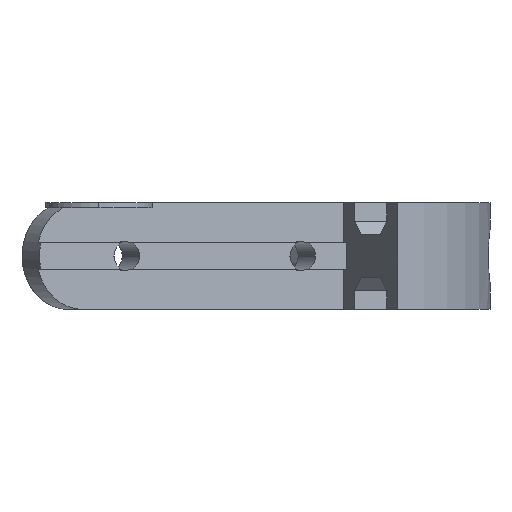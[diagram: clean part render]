
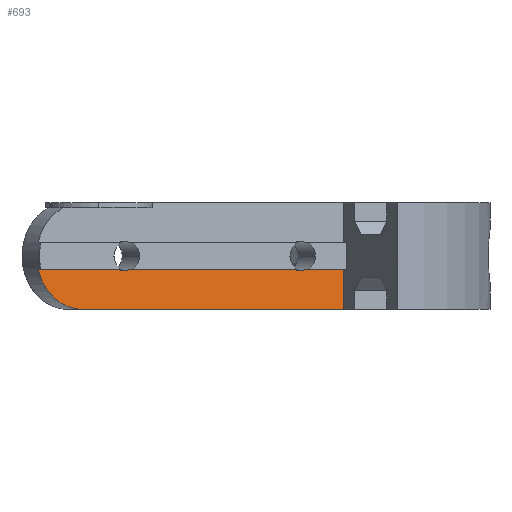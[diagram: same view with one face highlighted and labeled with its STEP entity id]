
A CAD part, left-side view. The second image highlights one B-rep face of the part: STEP entity #693.
In plain terms, the highlighted planar face has unit normal (-0.866, -0.5, 0).
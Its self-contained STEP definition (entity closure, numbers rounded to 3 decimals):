
#95 = CARTESIAN_POINT ( 'NONE',  ( -38.862, 50.309, 0. ) ) ;
#223 = CARTESIAN_POINT ( 'NONE',  ( -38.289, 49.317, -2.5 ) ) ;
#228 = DIRECTION ( 'NONE',  ( -0.866, -0.5, 0. ) ) ;
#305 = AXIS2_PLACEMENT_3D ( 'NONE', #95, #3245, #552 ) ;
#439 = CARTESIAN_POINT ( 'NONE',  ( -20.435, 18.393, -2.5 ) ) ;
#531 = LINE ( 'NONE', #3989, #5174 ) ;
#552 = DIRECTION ( 'NONE',  ( 0.5, -0.866, 0. ) ) ;
#594 = VECTOR ( 'NONE', #3999, 1000. ) ;
#609 = DIRECTION ( 'NONE',  ( -0.866, -0.5, 0. ) ) ;
#693 = ADVANCED_FACE ( 'NONE', ( #1917 ), #2475, .T. ) ;
#821 = EDGE_CURVE ( 'NONE', #1956, #830, #1345, .T. ) ;
#830 = VERTEX_POINT ( 'NONE', #2618 ) ;
#836 = VERTEX_POINT ( 'NONE', #2187 ) ;
#888 = CIRCLE ( 'NONE', #2622, 2.75 ) ;
#1157 = ORIENTED_EDGE ( 'NONE', *, *, #4081, .F. ) ;
#1196 = CIRCLE ( 'NONE', #305, 2.75 ) ;
#1209 = LINE ( 'NONE', #1443, #3451 ) ;
#1268 = EDGE_CURVE ( 'NONE', #4341, #2173, #1196, .T. ) ;
#1314 = LINE ( 'NONE', #439, #3414 ) ;
#1345 = CIRCLE ( 'NONE', #3231, 10. ) ;
#1388 = CARTESIAN_POINT ( 'NONE',  ( -48.143, 66.385, -2.5 ) ) ;
#1443 = CARTESIAN_POINT ( 'NONE',  ( -43.302, 58., -10. ) ) ;
#1649 = ORIENTED_EDGE ( 'NONE', *, *, #4309, .F. ) ;
#1686 = EDGE_CURVE ( 'NONE', #836, #4933, #1760, .T. ) ;
#1689 = ORIENTED_EDGE ( 'NONE', *, *, #2884, .T. ) ;
#1736 = DIRECTION ( 'NONE',  ( -0.866, -0.5, 0. ) ) ;
#1760 = LINE ( 'NONE', #4890, #4137 ) ;
#1917 = FACE_OUTER_BOUND ( 'NONE', #2870, .T. ) ;
#1956 = VERTEX_POINT ( 'NONE', #1388 ) ;
#1993 = CARTESIAN_POINT ( 'NONE',  ( -39.435, 51.301, -2.5 ) ) ;
#2173 = VERTEX_POINT ( 'NONE', #223 ) ;
#2187 = CARTESIAN_POINT ( 'NONE',  ( -15.156, 9.25, -2.5 ) ) ;
#2475 = PLANE ( 'NONE',  #3951 ) ;
#2618 = CARTESIAN_POINT ( 'NONE',  ( -43.302, 58., -10. ) ) ;
#2622 = AXIS2_PLACEMENT_3D ( 'NONE', #3295, #609, #3751 ) ;
#2647 = CARTESIAN_POINT ( 'NONE',  ( -15.156, 9.25, -2.5 ) ) ;
#2656 = DIRECTION ( 'NONE',  ( 0., 0., -1. ) ) ;
#2870 = EDGE_LOOP ( 'NONE', ( #1649, #2891, #2940, #1157, #3843, #1689, #5510, #4546 ) ) ;
#2884 = EDGE_CURVE ( 'NONE', #830, #4933, #1209, .T. ) ;
#2891 = ORIENTED_EDGE ( 'NONE', *, *, #4678, .F. ) ;
#2925 = CARTESIAN_POINT ( 'NONE',  ( -43.302, 58., -10. ) ) ;
#2940 = ORIENTED_EDGE ( 'NONE', *, *, #1268, .F. ) ;
#2978 = LINE ( 'NONE', #2647, #594 ) ;
#3132 = DIRECTION ( 'NONE',  ( 0.5, -0.866, 0. ) ) ;
#3231 = AXIS2_PLACEMENT_3D ( 'NONE', #4412, #1736, #4863 ) ;
#3245 = DIRECTION ( 'NONE',  ( -0.866, -0.5, 0. ) ) ;
#3295 = CARTESIAN_POINT ( 'NONE',  ( -19.862, 17.4, 0. ) ) ;
#3375 = DIRECTION ( 'NONE',  ( 0.5, -0.866, 0. ) ) ;
#3414 = VECTOR ( 'NONE', #3132, 1000. ) ;
#3451 = VECTOR ( 'NONE', #5029, 1000. ) ;
#3751 = DIRECTION ( 'NONE',  ( 0.5, -0.866, 0. ) ) ;
#3843 = ORIENTED_EDGE ( 'NONE', *, *, #821, .T. ) ;
#3951 = AXIS2_PLACEMENT_3D ( 'NONE', #2925, #228, #3375 ) ;
#3989 = CARTESIAN_POINT ( 'NONE',  ( -39.435, 51.301, -2.5 ) ) ;
#3999 = DIRECTION ( 'NONE',  ( 0.5, -0.866, 0. ) ) ;
#4081 = EDGE_CURVE ( 'NONE', #1956, #4341, #531, .T. ) ;
#4137 = VECTOR ( 'NONE', #2656, 1000. ) ;
#4309 = EDGE_CURVE ( 'NONE', #4692, #5004, #888, .T. ) ;
#4323 = CARTESIAN_POINT ( 'NONE',  ( -15.156, 9.25, -10. ) ) ;
#4341 = VERTEX_POINT ( 'NONE', #1993 ) ;
#4412 = CARTESIAN_POINT ( 'NONE',  ( -43.302, 58., 0. ) ) ;
#4546 = ORIENTED_EDGE ( 'NONE', *, *, #5693, .F. ) ;
#4678 = EDGE_CURVE ( 'NONE', #2173, #4692, #1314, .T. ) ;
#4692 = VERTEX_POINT ( 'NONE', #5386 ) ;
#4785 = CARTESIAN_POINT ( 'NONE',  ( -19.289, 16.408, -2.5 ) ) ;
#4863 = DIRECTION ( 'NONE',  ( 0.5, -0.866, 0. ) ) ;
#4890 = CARTESIAN_POINT ( 'NONE',  ( -15.156, 9.25, -10. ) ) ;
#4905 = DIRECTION ( 'NONE',  ( 0.5, -0.866, 0. ) ) ;
#4933 = VERTEX_POINT ( 'NONE', #4323 ) ;
#5004 = VERTEX_POINT ( 'NONE', #4785 ) ;
#5029 = DIRECTION ( 'NONE',  ( 0.5, -0.866, 0. ) ) ;
#5174 = VECTOR ( 'NONE', #4905, 1000. ) ;
#5386 = CARTESIAN_POINT ( 'NONE',  ( -20.435, 18.393, -2.5 ) ) ;
#5510 = ORIENTED_EDGE ( 'NONE', *, *, #1686, .F. ) ;
#5693 = EDGE_CURVE ( 'NONE', #5004, #836, #2978, .T. ) ;
